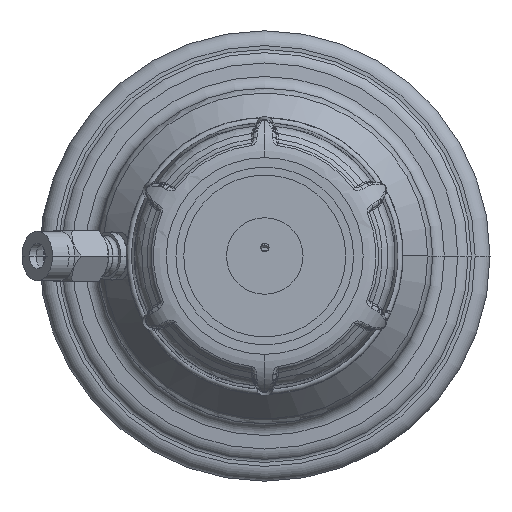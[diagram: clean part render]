
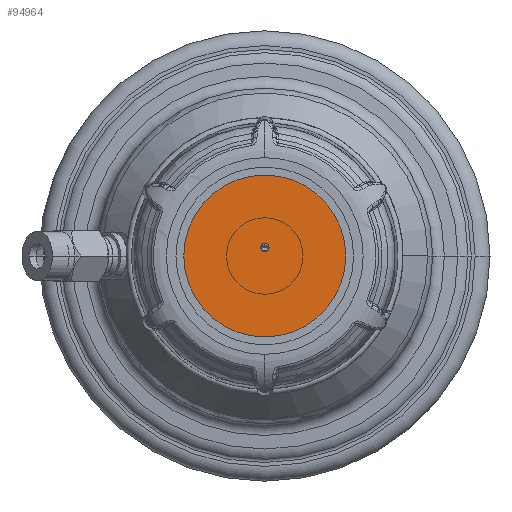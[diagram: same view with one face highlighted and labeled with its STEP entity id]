
A CAD part, front view. The second image highlights one B-rep face of the part: STEP entity #94964.
In plain terms, the highlighted planar face has unit normal (0, -1, 0).
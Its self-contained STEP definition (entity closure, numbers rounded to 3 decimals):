
#49483=CARTESIAN_POINT('',(0.,-232.332,0.));
#49484=DIRECTION('',(0.,-1.,0.));
#49485=DIRECTION('',(-1.,0.,0.));
#49486=AXIS2_PLACEMENT_3D('',#49483,#49484,#49485);
#49488=CARTESIAN_POINT('',(0.,-232.332,0.));
#49489=DIRECTION('',(0.,-1.,0.));
#49490=DIRECTION('',(1.,0.,0.));
#49491=AXIS2_PLACEMENT_3D('',#49488,#49489,#49490);
#49493=CARTESIAN_POINT('',(0.,-232.332,2.));
#49494=DIRECTION('',(0.,1.,0.));
#49495=DIRECTION('',(-1.,0.,0.));
#49496=AXIS2_PLACEMENT_3D('',#49493,#49494,#49495);
#49498=CARTESIAN_POINT('',(0.,-232.332,2.));
#49499=DIRECTION('',(0.,1.,0.));
#49500=DIRECTION('',(1.,0.,0.));
#49501=AXIS2_PLACEMENT_3D('',#49498,#49499,#49500);
#83779=CARTESIAN_POINT('',(-19.05,-232.332,0.));
#83780=CARTESIAN_POINT('',(19.05,-232.332,0.));
#83781=VERTEX_POINT('',#83779);
#83782=VERTEX_POINT('',#83780);
#83783=CARTESIAN_POINT('',(-1.,-232.332,2.));
#83784=CARTESIAN_POINT('',(1.,-232.332,2.));
#83785=VERTEX_POINT('',#83783);
#83786=VERTEX_POINT('',#83784);
#94949=CARTESIAN_POINT('',(0.,-232.332,0.));
#94950=DIRECTION('',(0.,-1.,0.));
#94951=DIRECTION('',(-1.,0.,0.));
#94952=AXIS2_PLACEMENT_3D('',#94949,#94950,#94951);
#94953=PLANE('',#94952);
#94954=ORIENTED_EDGE('',*,*,#94929,.F.);
#94955=ORIENTED_EDGE('',*,*,#94943,.F.);
#94956=EDGE_LOOP('',(#94954,#94955));
#94957=FACE_OUTER_BOUND('',#94956,.F.);
#94959=ORIENTED_EDGE('',*,*,#94958,.F.);
#94961=ORIENTED_EDGE('',*,*,#94960,.F.);
#94962=EDGE_LOOP('',(#94959,#94961));
#94963=FACE_BOUND('',#94962,.F.);
#94964=ADVANCED_FACE('',(#94957,#94963),#94953,.T.);
#49487=CIRCLE('',#49486,19.05);
#49492=CIRCLE('',#49491,19.05);
#49497=CIRCLE('',#49496,1.);
#49502=CIRCLE('',#49501,1.);
#94929=EDGE_CURVE('',#83781,#83782,#49487,.T.);
#94943=EDGE_CURVE('',#83782,#83781,#49492,.T.);
#94958=EDGE_CURVE('',#83785,#83786,#49497,.T.);
#94960=EDGE_CURVE('',#83786,#83785,#49502,.T.);
